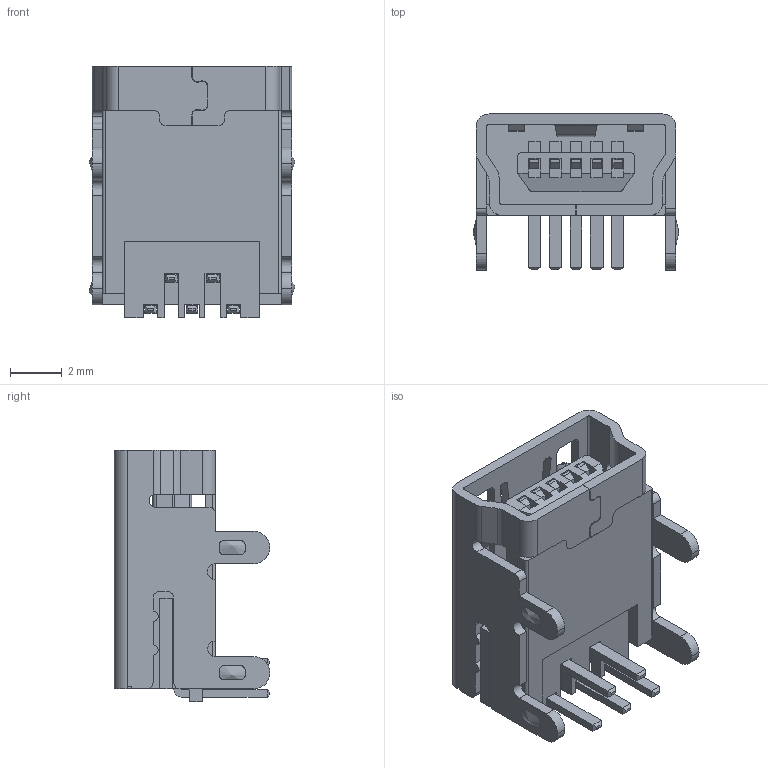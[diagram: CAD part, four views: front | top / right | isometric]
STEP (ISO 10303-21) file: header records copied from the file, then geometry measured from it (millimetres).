
FILE_DESCRIPTION (( 'STEP AP214' ), '1' );
FILE_NAME ('USB Connector, USB 2.0, Right-Angle 5P Female Mini-B Plugin - 920-462A2021D10102.STEP', '2023-10-26T08:37:19', ( '' ), ( '' ), 'SwSTEP 2.0', 'SolidWorks 2021', '' );
FILE_SCHEMA (( 'AUTOMOTIVE_DESIGN' ));
Length unit declared in the file: millimetre
Products named in the file (1): USB Connector, USB 2.0, Right-Angle 5P Female Mini-B Plugin - 920-462A2021D10102
Bounding box: 7.93 x 6 x 9.7 mm (x, y, z)
Volume: 161.2 mm3; surface area: 724 mm2
Topology: 2 solids, 2 shells, 438 faces, 1255 edges, 837 vertices
Faces by surface type: plane 307, cylinder 127, bspline 4
Entity records: 15617 total; most frequent: CARTESIAN_POINT 3063, ORIENTED_EDGE 2510, DIRECTION 2301, EDGE_CURVE 1255, VECTOR 963, LINE 963, VERTEX_POINT 837, AXIS2_PLACEMENT_3D 669
